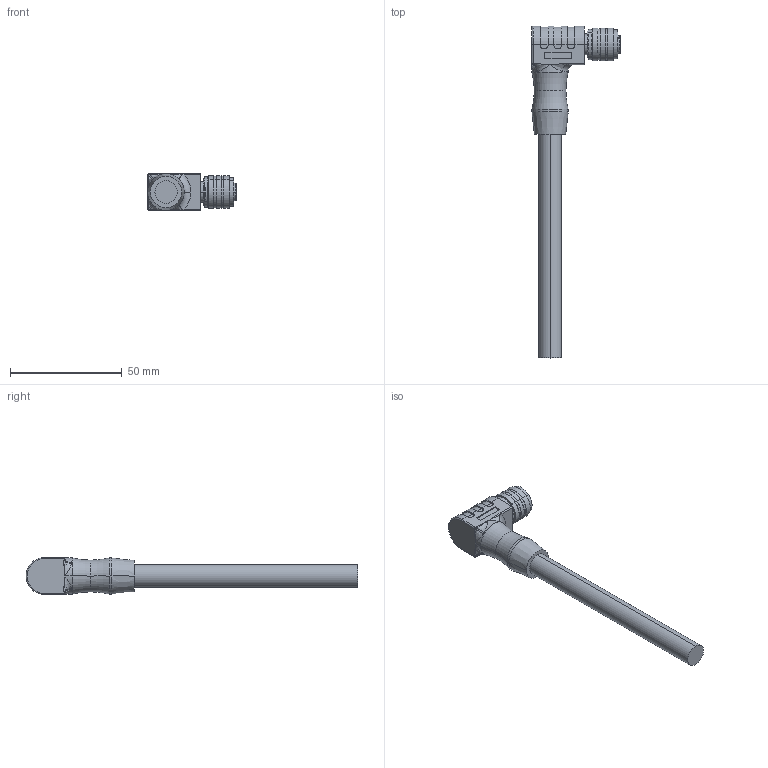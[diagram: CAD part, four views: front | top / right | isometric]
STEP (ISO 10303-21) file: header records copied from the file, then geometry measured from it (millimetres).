
FILE_DESCRIPTION((''),'2;1');
FILE_NAME('ELK3-M-S10_ASM','2019-03-26T',('xin.jin'),(''),'PRO/ENGINEER BY PARAMETRIC TECHNOLOGY CORPORATION, 2012060','PRO/ENGINEER BY PARAMETRIC TECHNOLOGY CORPORATION, 2012060','');
FILE_SCHEMA(('AUTOMOTIVE_DESIGN { 1 0 10303 214 1 1 1 1 }'));
Length unit declared in the file: millimetre
Products named in the file (1): ELK3-M-S10_ASM
Bounding box: 39.4 x 148.45 x 16.5 mm (x, y, z)
Volume: 20293.9 mm3; surface area: 9906.5 mm2
Topology: 2 solids, 3 shells, 573 faces, 1582 edges, 1029 vertices
Faces by surface type: cylinder 295, plane 214, cone 28, bspline 18, torus 16, sphere 2
Entity records: 19900 total; most frequent: CARTESIAN_POINT 4876, DIRECTION 3289, ORIENTED_EDGE 3120, EDGE_CURVE 1560, AXIS2_PLACEMENT_3D 1285, VERTEX_POINT 1029, CIRCLE 729, VECTOR 719
